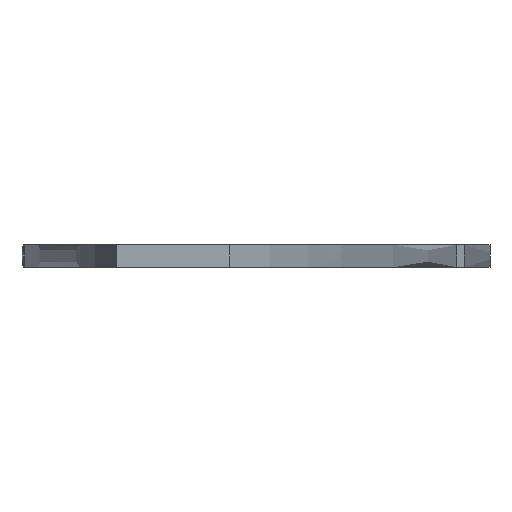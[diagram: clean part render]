
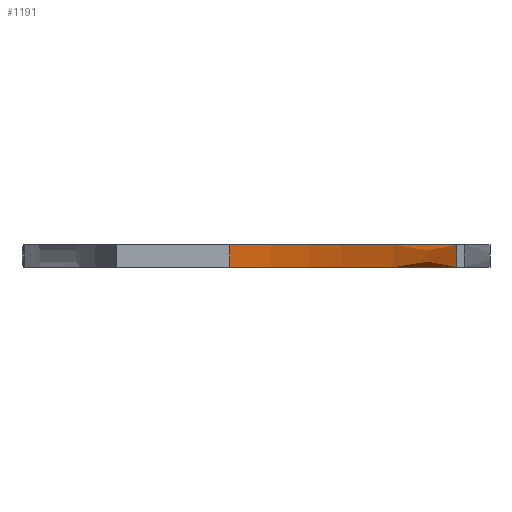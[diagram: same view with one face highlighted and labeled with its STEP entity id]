
A CAD part, left-side view. The second image highlights one B-rep face of the part: STEP entity #1191.
In plain terms, the highlighted face is a extrusion surface.
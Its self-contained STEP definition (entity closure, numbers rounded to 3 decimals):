
#40=CARTESIAN_POINT('Vertex',(7.472,-18.676,3.)) ;
#56=CARTESIAN_POINT('Vertex',(7.472,-18.676,0.)) ;
#59=CARTESIAN_POINT('Line Origine',(7.472,-18.676,1.5)) ;
#1110=CARTESIAN_POINT('Vertex',(99.069,-48.783,3.)) ;
#1113=CARTESIAN_POINT('Line Origine',(99.069,-48.783,1.5)) ;
#1117=CARTESIAN_POINT('Vertex',(99.069,-48.783,0.)) ;
#1133=CARTESIAN_POINT('Control Point',(7.472,-18.676,0.)) ;
#1134=CARTESIAN_POINT('Control Point',(8.514,-19.616,0.)) ;
#1135=CARTESIAN_POINT('Control Point',(9.6,-20.502,0.)) ;
#1136=CARTESIAN_POINT('Control Point',(10.718,-21.345,0.)) ;
#1137=CARTESIAN_POINT('Control Point',(15.678,-24.839,0.)) ;
#1138=CARTESIAN_POINT('Control Point',(21.038,-27.729,0.)) ;
#1139=CARTESIAN_POINT('Control Point',(25.149,-29.704,0.)) ;
#1140=CARTESIAN_POINT('Control Point',(37.514,-35.001,0.)) ;
#1141=CARTESIAN_POINT('Control Point',(50.363,-39.048,0.)) ;
#1142=CARTESIAN_POINT('Control Point',(58.765,-41.316,0.)) ;
#1143=CARTESIAN_POINT('Control Point',(71.904,-44.339,0.)) ;
#1144=CARTESIAN_POINT('Control Point',(85.171,-46.717,0.)) ;
#1145=CARTESIAN_POINT('Control Point',(89.796,-47.472,0.)) ;
#1146=CARTESIAN_POINT('Control Point',(94.429,-48.159,0.)) ;
#1147=CARTESIAN_POINT('Control Point',(99.069,-48.783,0.)) ;
#1152=CARTESIAN_POINT('Control Point',(7.472,-18.676,3.)) ;
#1153=CARTESIAN_POINT('Control Point',(8.514,-19.616,3.)) ;
#1154=CARTESIAN_POINT('Control Point',(9.6,-20.502,3.)) ;
#1155=CARTESIAN_POINT('Control Point',(10.718,-21.345,3.)) ;
#1156=CARTESIAN_POINT('Control Point',(15.678,-24.839,3.)) ;
#1157=CARTESIAN_POINT('Control Point',(21.038,-27.729,3.)) ;
#1158=CARTESIAN_POINT('Control Point',(25.149,-29.704,3.)) ;
#1159=CARTESIAN_POINT('Control Point',(37.514,-35.001,3.)) ;
#1160=CARTESIAN_POINT('Control Point',(50.363,-39.048,3.)) ;
#1161=CARTESIAN_POINT('Control Point',(58.765,-41.316,3.)) ;
#1162=CARTESIAN_POINT('Control Point',(71.904,-44.339,3.)) ;
#1163=CARTESIAN_POINT('Control Point',(85.171,-46.717,3.)) ;
#1164=CARTESIAN_POINT('Control Point',(89.796,-47.472,3.)) ;
#1165=CARTESIAN_POINT('Control Point',(94.429,-48.159,3.)) ;
#1166=CARTESIAN_POINT('Control Point',(99.069,-48.783,3.)) ;
#1169=CARTESIAN_POINT('Control Point',(7.472,-18.676,0.)) ;
#1170=CARTESIAN_POINT('Control Point',(8.514,-19.616,0.)) ;
#1171=CARTESIAN_POINT('Control Point',(9.6,-20.502,0.)) ;
#1172=CARTESIAN_POINT('Control Point',(10.718,-21.345,0.)) ;
#1173=CARTESIAN_POINT('Control Point',(15.678,-24.839,0.)) ;
#1174=CARTESIAN_POINT('Control Point',(21.038,-27.729,0.)) ;
#1175=CARTESIAN_POINT('Control Point',(25.149,-29.704,0.)) ;
#1176=CARTESIAN_POINT('Control Point',(37.514,-35.001,0.)) ;
#1177=CARTESIAN_POINT('Control Point',(50.363,-39.048,0.)) ;
#1178=CARTESIAN_POINT('Control Point',(58.765,-41.316,0.)) ;
#1179=CARTESIAN_POINT('Control Point',(71.904,-44.339,0.)) ;
#1180=CARTESIAN_POINT('Control Point',(85.171,-46.717,0.)) ;
#1181=CARTESIAN_POINT('Control Point',(89.796,-47.472,0.)) ;
#1182=CARTESIAN_POINT('Control Point',(94.429,-48.159,0.)) ;
#1183=CARTESIAN_POINT('Control Point',(99.069,-48.783,0.)) ;
#61=VECTOR('Line Direction',#60,1.) ;
#1115=VECTOR('Line Direction',#1114,1.) ;
#1149=VECTOR('Extrusion Surface Vector',#1148,1.) ;
#60=DIRECTION('Vector Direction',(0.,0.,1.)) ;
#1114=DIRECTION('Vector Direction',(0.,0.,1.)) ;
#1148=DIRECTION('Vector Direction',(0.,0.,1.)) ;
#62=LINE('Line',#59,#61) ;
#1116=LINE('Line',#1113,#1115) ;
#63=EDGE_CURVE('',#57,#41,#62,.T.) ;
#1119=EDGE_CURVE('',#1118,#1111,#1116,.T.) ;
#1167=EDGE_CURVE('',#1111,#41,#1151,.F.) ;
#1184=EDGE_CURVE('',#1118,#57,#1168,.F.) ;
#1186=ORIENTED_EDGE('',*,*,#1167,.T.) ;
#1187=ORIENTED_EDGE('',*,*,#63,.F.) ;
#1188=ORIENTED_EDGE('',*,*,#1184,.F.) ;
#1189=ORIENTED_EDGE('',*,*,#1119,.T.) ;
#1185=EDGE_LOOP('',(#1186,#1187,#1188,#1189)) ;
#41=VERTEX_POINT('',#40) ;
#57=VERTEX_POINT('',#56) ;
#1111=VERTEX_POINT('',#1110) ;
#1118=VERTEX_POINT('',#1117) ;
#1191=ADVANCED_FACE('PartBody',(#1190),#1150,.T.) ;
#1132=B_SPLINE_CURVE_WITH_KNOTS('',5,(#1133,#1134,#1135,#1136,#1137,#1138,#1139,#1140,#1141,#1142,#1143,#1144,#1145,#1146,#1147),.UNSPECIFIED.,.F.,.U.,(6,3,3,3,6),(0.,7.038,30.279,74.157,97.56),.UNSPECIFIED.) ;
#1151=B_SPLINE_CURVE_WITH_KNOTS('',5,(#1152,#1153,#1154,#1155,#1156,#1157,#1158,#1159,#1160,#1161,#1162,#1163,#1164,#1165,#1166),.UNSPECIFIED.,.F.,.U.,(6,3,3,3,6),(500000.,500007.048,500030.324,500074.265,500097.703),.UNSPECIFIED.) ;
#1168=B_SPLINE_CURVE_WITH_KNOTS('',5,(#1169,#1170,#1171,#1172,#1173,#1174,#1175,#1176,#1177,#1178,#1179,#1180,#1181,#1182,#1183),.UNSPECIFIED.,.F.,.U.,(6,3,3,3,6),(500000.,500007.048,500030.324,500074.265,500097.703),.UNSPECIFIED.) ;
#1190=FACE_OUTER_BOUND('',#1185,.T.) ;
#1150=SURFACE_OF_LINEAR_EXTRUSION('generated tabulated cylinder',#1132,#1149) ;
